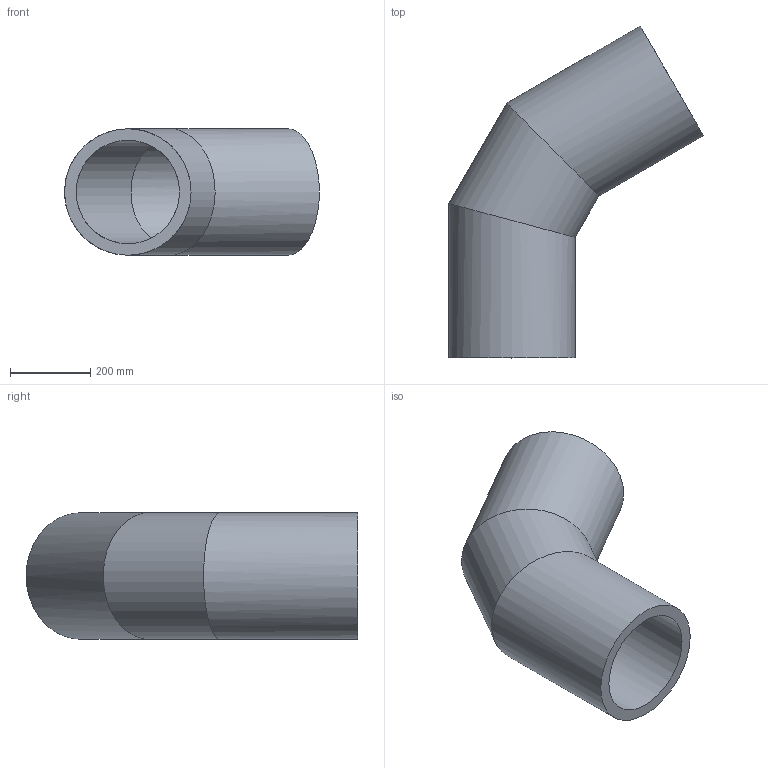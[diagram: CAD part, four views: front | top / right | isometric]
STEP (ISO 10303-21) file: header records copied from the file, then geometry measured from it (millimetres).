
FILE_DESCRIPTION(/* description */ ('PE100 Segment Bend 60°, Curve Radius = 381, Ø315, SDR11 PN12,8'),/* implementation_level */ '2;1');
FILE_NAME(/* name */ 'S-JEL11-315',/* time_stamp */ '2022-10-10T17:24:13+02:00',/* author */ ('COAB Solutions'),/* organization */ ('GPA Flowsystem'),/* preprocessor_version */ 'ST-DEVELOPER v18.1',/* originating_system */ 'www.coabsolutions.com',/* authorisation */ '');
FILE_SCHEMA (('AUTOMOTIVE_DESIGN { 1 0 10303 214 3 1 1 }'));
Length unit declared in the file: millimetre
Products named in the file (1): S-JEL11-315
Bounding box: 634.81 x 826.72 x 315 mm (x, y, z)
Volume: 22871615.3 mm3; surface area: 1650879.5 mm2
Topology: 1 solids, 1 shells, 8 faces, 22 edges, 16 vertices
Faces by surface type: cylinder 6, plane 2
Full cylindrical faces by diameter (mm): 257.8 x3, 315 x3
Entity records: 319 total; most frequent: DIRECTION 56, CARTESIAN_POINT 47, ORIENTED_EDGE 44, AXIS2_PLACEMENT_3D 25, EDGE_CURVE 22, VERTEX_POINT 16, ELLIPSE 12, EDGE_LOOP 10
